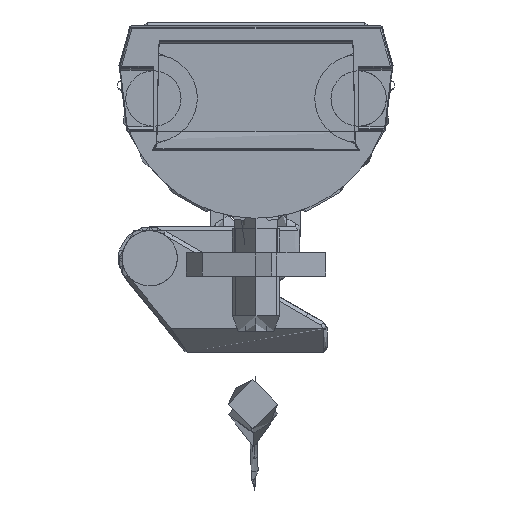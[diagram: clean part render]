
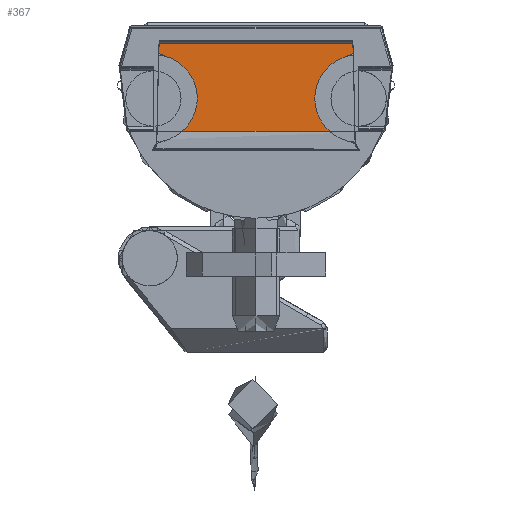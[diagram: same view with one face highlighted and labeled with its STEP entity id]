
A CAD part, left-side view. The second image highlights one B-rep face of the part: STEP entity #367.
In plain terms, the highlighted planar face has unit normal (-1, 0, 0).
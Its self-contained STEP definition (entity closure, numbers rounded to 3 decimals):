
#367=ADVANCED_FACE('',(#1220),#12548,.T.);
#1220=FACE_OUTER_BOUND('',#2078,.T.);
#2078=EDGE_LOOP('',(#3801,#3802,#3803,#3804,#3805,#3806,#3807,#3808));
#3801=ORIENTED_EDGE('',*,*,#7410,.T.);
#3802=ORIENTED_EDGE('',*,*,#7411,.T.);
#3803=ORIENTED_EDGE('',*,*,#7412,.T.);
#3804=ORIENTED_EDGE('',*,*,#7413,.T.);
#3805=ORIENTED_EDGE('',*,*,#7414,.T.);
#3806=ORIENTED_EDGE('',*,*,#7415,.T.);
#3807=ORIENTED_EDGE('',*,*,#7416,.T.);
#3808=ORIENTED_EDGE('',*,*,#7417,.T.);
#7410=EDGE_CURVE('',#11580,#11581,#10160,.T.);
#7411=EDGE_CURVE('',#11581,#11582,#9296,.T.);
#7412=EDGE_CURVE('',#11582,#11583,#10161,.T.);
#7413=EDGE_CURVE('',#11583,#11584,#10162,.T.);
#7414=EDGE_CURVE('',#11584,#11585,#10163,.T.);
#7415=EDGE_CURVE('',#11585,#11586,#10164,.T.);
#7416=EDGE_CURVE('',#11586,#11587,#10165,.T.);
#7417=EDGE_CURVE('',#11587,#11580,#10166,.T.);
#9296=B_SPLINE_CURVE_WITH_KNOTS('',1,(#24681,#24682),.UNSPECIFIED.,.F.,
 .F.,(2,2),(0.,24.521),.UNSPECIFIED.);
#10160=(
BOUNDED_CURVE()
B_SPLINE_CURVE(2,(#24676,#24677,#24678,#24679,#24680),.UNSPECIFIED.,.F.,
 .F.)
B_SPLINE_CURVE_WITH_KNOTS((3,2,3),(0.,0.828,1.655),
 .UNSPECIFIED.)
CURVE()
GEOMETRIC_REPRESENTATION_ITEM()
RATIONAL_B_SPLINE_CURVE((1.,0.727,1.,0.727,1.))
REPRESENTATION_ITEM('')
);
#10161=(
BOUNDED_CURVE()
B_SPLINE_CURVE(2,(#24683,#24684,#24685,#24686,#24687),.UNSPECIFIED.,.F.,
 .F.)
B_SPLINE_CURVE_WITH_KNOTS((3,2,3),(0.,0.807,1.615),
 .UNSPECIFIED.)
CURVE()
GEOMETRIC_REPRESENTATION_ITEM()
RATIONAL_B_SPLINE_CURVE((1.,0.727,1.,0.727,1.))
REPRESENTATION_ITEM('')
);
#10162=(
BOUNDED_CURVE()
B_SPLINE_CURVE(2,(#24688,#24689,#24690,#24691,#24692),.UNSPECIFIED.,.F.,
 .F.)
B_SPLINE_CURVE_WITH_KNOTS((3,2,3),(0.,8.796,17.593),
 .UNSPECIFIED.)
CURVE()
GEOMETRIC_REPRESENTATION_ITEM()
RATIONAL_B_SPLINE_CURVE((1.,0.739,1.,0.739,1.))
REPRESENTATION_ITEM('')
);
#10163=(
BOUNDED_CURVE()
B_SPLINE_CURVE(2,(#24693,#24694,#24695,#24696,#24697),.UNSPECIFIED.,.F.,
 .F.)
B_SPLINE_CURVE_WITH_KNOTS((3,2,3),(0.,0.312,0.624),
 .UNSPECIFIED.)
CURVE()
GEOMETRIC_REPRESENTATION_ITEM()
RATIONAL_B_SPLINE_CURVE((1.,0.868,1.,0.868,1.))
REPRESENTATION_ITEM('')
);
#10164=(
BOUNDED_CURVE()
B_SPLINE_CURVE(2,(#24698,#24699,#24700,#24701,#24702),.UNSPECIFIED.,.F.,
 .F.)
B_SPLINE_CURVE_WITH_KNOTS((3,2,3),(0.,15.157,30.314),
 .UNSPECIFIED.)
CURVE()
GEOMETRIC_REPRESENTATION_ITEM()
RATIONAL_B_SPLINE_CURVE((1.,0.88,1.,0.88,1.))
REPRESENTATION_ITEM('')
);
#10165=(
BOUNDED_CURVE()
B_SPLINE_CURVE(2,(#24703,#24704,#24705,#24706,#24707),.UNSPECIFIED.,.F.,
 .F.)
B_SPLINE_CURVE_WITH_KNOTS((3,2,3),(0.,0.312,0.624),
 .UNSPECIFIED.)
CURVE()
GEOMETRIC_REPRESENTATION_ITEM()
RATIONAL_B_SPLINE_CURVE((1.,0.868,1.,0.868,1.))
REPRESENTATION_ITEM('')
);
#10166=(
BOUNDED_CURVE()
B_SPLINE_CURVE(2,(#24708,#24709,#24710,#24711,#24712),.UNSPECIFIED.,.F.,
 .F.)
B_SPLINE_CURVE_WITH_KNOTS((3,2,3),(0.,8.783,17.566),
 .UNSPECIFIED.)
CURVE()
GEOMETRIC_REPRESENTATION_ITEM()
RATIONAL_B_SPLINE_CURVE((1.,0.74,1.,0.74,1.))
REPRESENTATION_ITEM('')
);
#11580=VERTEX_POINT('',#24581);
#11581=VERTEX_POINT('',#24582);
#11582=VERTEX_POINT('',#24583);
#11583=VERTEX_POINT('',#24584);
#11584=VERTEX_POINT('',#24585);
#11585=VERTEX_POINT('',#24586);
#11586=VERTEX_POINT('',#24587);
#11587=VERTEX_POINT('',#24588);
#12548=PLANE('',#13571);
#13571=AXIS2_PLACEMENT_3D('',#21588,#13847,$);
#13847=DIRECTION('',(-1.,0.,0.));
#21588=CARTESIAN_POINT('',(220.998,16.086,-17.948));
#24581=CARTESIAN_POINT('',(220.998,-12.316,3.91));
#24582=CARTESIAN_POINT('',(220.998,-12.254,5.));
#24583=CARTESIAN_POINT('',(220.998,12.267,5.));
#24584=CARTESIAN_POINT('',(220.998,12.327,3.937));
#24585=CARTESIAN_POINT('',(220.998,12.574,-7.912));
#24586=CARTESIAN_POINT('',(220.998,12.804,-8.376));
#24587=CARTESIAN_POINT('',(220.998,-12.789,-8.398));
#24588=CARTESIAN_POINT('',(220.998,-12.56,-7.934));
#24676=CARTESIAN_POINT('',(220.998,-12.316,3.91));
#24677=CARTESIAN_POINT('',(220.998,-12.829,3.969));
#24678=CARTESIAN_POINT('',(220.998,-12.799,4.484));
#24679=CARTESIAN_POINT('',(220.998,-12.77,5.));
#24680=CARTESIAN_POINT('',(220.998,-12.254,5.));
#24681=CARTESIAN_POINT('',(220.998,-12.254,5.));
#24682=CARTESIAN_POINT('',(220.998,12.267,5.));
#24683=CARTESIAN_POINT('',(220.998,12.267,5.));
#24684=CARTESIAN_POINT('',(220.998,12.771,5.));
#24685=CARTESIAN_POINT('',(220.998,12.799,4.497));
#24686=CARTESIAN_POINT('',(220.998,12.828,3.994));
#24687=CARTESIAN_POINT('',(220.998,12.327,3.937));
#24688=CARTESIAN_POINT('',(220.998,12.327,3.937));
#24689=CARTESIAN_POINT('',(220.998,6.939,3.322));
#24690=CARTESIAN_POINT('',(220.998,7.052,-2.1));
#24691=CARTESIAN_POINT('',(220.998,7.165,-7.523));
#24692=CARTESIAN_POINT('',(220.998,12.574,-7.912));
#24693=CARTESIAN_POINT('',(220.998,12.574,-7.912));
#24694=CARTESIAN_POINT('',(220.998,12.746,-7.924));
#24695=CARTESIAN_POINT('',(220.998,12.822,-8.078));
#24696=CARTESIAN_POINT('',(220.998,12.898,-8.232));
#24697=CARTESIAN_POINT('',(220.998,12.804,-8.376));
#24698=CARTESIAN_POINT('',(220.998,12.804,-8.376));
#24699=CARTESIAN_POINT('',(220.998,8.279,-15.293));
#24700=CARTESIAN_POINT('',(220.998,0.014,-15.3));
#24701=CARTESIAN_POINT('',(220.998,-8.252,-15.308));
#24702=CARTESIAN_POINT('',(220.998,-12.789,-8.398));
#24703=CARTESIAN_POINT('',(220.998,-12.789,-8.398));
#24704=CARTESIAN_POINT('',(220.998,-12.884,-8.255));
#24705=CARTESIAN_POINT('',(220.998,-12.808,-8.101));
#24706=CARTESIAN_POINT('',(220.998,-12.732,-7.947));
#24707=CARTESIAN_POINT('',(220.998,-12.56,-7.934));
#24708=CARTESIAN_POINT('',(220.998,-12.56,-7.934));
#24709=CARTESIAN_POINT('',(220.998,-7.163,-7.534));
#24710=CARTESIAN_POINT('',(220.998,-7.052,-2.123));
#24711=CARTESIAN_POINT('',(220.998,-6.94,3.288));
#24712=CARTESIAN_POINT('',(220.998,-12.316,3.91));
